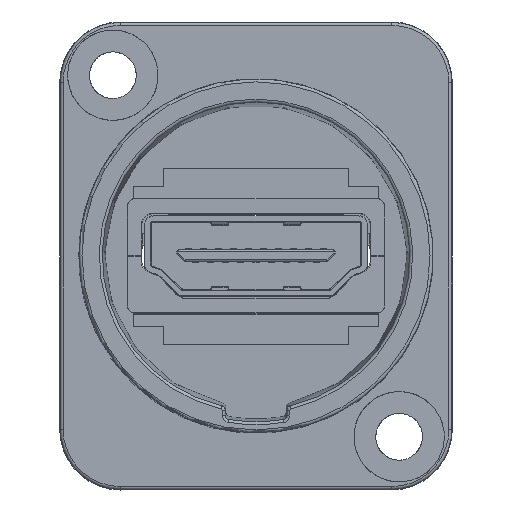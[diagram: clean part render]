
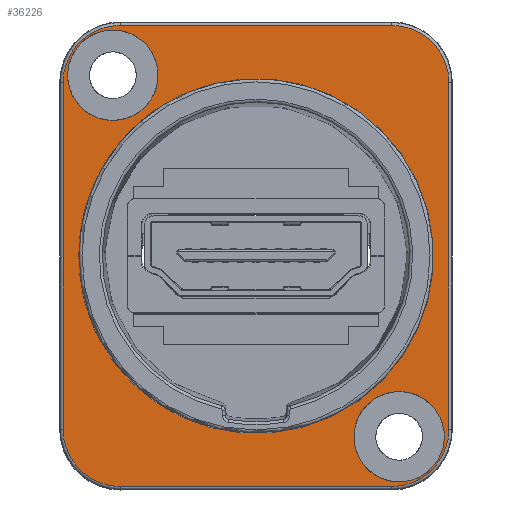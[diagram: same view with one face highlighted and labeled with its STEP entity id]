
A CAD part, top view. The second image highlights one B-rep face of the part: STEP entity #36226.
In plain terms, the highlighted planar face has unit normal (0, 0, 1).
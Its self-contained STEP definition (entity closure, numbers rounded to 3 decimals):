
#711=FACE_BOUND('',#3763,.T.);
#712=FACE_BOUND('',#3764,.T.);
#713=FACE_BOUND('',#3765,.T.);
#756=PLANE('',#38464);
#1599=FACE_OUTER_BOUND('',#3762,.T.);
#3762=EDGE_LOOP('',(#22688,#22689,#22690,#22691,#22692,#22693,#22694,#22695));
#3763=EDGE_LOOP('',(#22696));
#3764=EDGE_LOOP('',(#22697));
#3765=EDGE_LOOP('',(#22698));
#5954=CIRCLE('',#38465,3.803);
#5955=CIRCLE('',#38466,3.803);
#5956=CIRCLE('',#38467,3.803);
#5957=CIRCLE('',#38468,3.803);
#5958=CIRCLE('',#38469,11.776);
#5959=CIRCLE('',#38470,3.);
#5960=CIRCLE('',#38471,3.);
#8138=LINE('',#56585,#11121);
#8139=LINE('',#56589,#11122);
#8140=LINE('',#56593,#11123);
#8141=LINE('',#56596,#11124);
#11121=VECTOR('',#42662,23.);
#11122=VECTOR('',#42665,18.);
#11123=VECTOR('',#42668,23.);
#11124=VECTOR('',#42671,18.);
#14138=VERTEX_POINT('',#56581);
#14139=VERTEX_POINT('',#56582);
#14140=VERTEX_POINT('',#56584);
#14141=VERTEX_POINT('',#56586);
#14142=VERTEX_POINT('',#56588);
#14143=VERTEX_POINT('',#56590);
#14144=VERTEX_POINT('',#56592);
#14145=VERTEX_POINT('',#56594);
#14146=VERTEX_POINT('',#56597);
#14147=VERTEX_POINT('',#56599);
#14148=VERTEX_POINT('',#56601);
#17380=EDGE_CURVE('',#14138,#14139,#5954,.T.);
#17381=EDGE_CURVE('',#14139,#14140,#8138,.T.);
#17382=EDGE_CURVE('',#14140,#14141,#5955,.T.);
#17383=EDGE_CURVE('',#14141,#14142,#8139,.T.);
#17384=EDGE_CURVE('',#14142,#14143,#5956,.T.);
#17385=EDGE_CURVE('',#14143,#14144,#8140,.T.);
#17386=EDGE_CURVE('',#14144,#14145,#5957,.T.);
#17387=EDGE_CURVE('',#14145,#14138,#8141,.T.);
#17388=EDGE_CURVE('',#14146,#14146,#5958,.T.);
#17389=EDGE_CURVE('',#14147,#14147,#5959,.T.);
#17390=EDGE_CURVE('',#14148,#14148,#5960,.T.);
#22688=ORIENTED_EDGE('',*,*,#17380,.T.);
#22689=ORIENTED_EDGE('',*,*,#17381,.T.);
#22690=ORIENTED_EDGE('',*,*,#17382,.T.);
#22691=ORIENTED_EDGE('',*,*,#17383,.T.);
#22692=ORIENTED_EDGE('',*,*,#17384,.T.);
#22693=ORIENTED_EDGE('',*,*,#17385,.T.);
#22694=ORIENTED_EDGE('',*,*,#17386,.T.);
#22695=ORIENTED_EDGE('',*,*,#17387,.T.);
#22696=ORIENTED_EDGE('',*,*,#17388,.T.);
#22697=ORIENTED_EDGE('',*,*,#17389,.F.);
#22698=ORIENTED_EDGE('',*,*,#17390,.F.);
#36226=ADVANCED_FACE('',(#1599,#711,#712,#713),#756,.F.);
#38464=AXIS2_PLACEMENT_3D('',#56580,#42658,#42659);
#38465=AXIS2_PLACEMENT_3D('',#56583,#42660,#42661);
#38466=AXIS2_PLACEMENT_3D('',#56587,#42663,#42664);
#38467=AXIS2_PLACEMENT_3D('',#56591,#42666,#42667);
#38468=AXIS2_PLACEMENT_3D('',#56595,#42669,#42670);
#38469=AXIS2_PLACEMENT_3D('',#56598,#42672,#42673);
#38470=AXIS2_PLACEMENT_3D('',#56600,#42674,#42675);
#38471=AXIS2_PLACEMENT_3D('',#56602,#42676,#42677);
#42658=DIRECTION('center_axis',(0.,0.,-1.));
#42659=DIRECTION('ref_axis',(-1.,0.,0.));
#42660=DIRECTION('center_axis',(0.,0.,1.));
#42661=DIRECTION('ref_axis',(0.,1.,0.));
#42662=DIRECTION('',(0.,-1.,0.));
#42663=DIRECTION('center_axis',(0.,0.,1.));
#42664=DIRECTION('ref_axis',(-1.,0.,0.));
#42665=DIRECTION('',(1.,0.,0.));
#42666=DIRECTION('center_axis',(0.,0.,1.));
#42667=DIRECTION('ref_axis',(0.,-1.,0.));
#42668=DIRECTION('',(0.,1.,0.));
#42669=DIRECTION('center_axis',(0.,0.,1.));
#42670=DIRECTION('ref_axis',(1.,0.,0.));
#42671=DIRECTION('',(-1.,0.,0.));
#42672=DIRECTION('center_axis',(0.,0.,-1.));
#42673=DIRECTION('ref_axis',(1.,0.,0.));
#42674=DIRECTION('center_axis',(0.,0.,1.));
#42675=DIRECTION('ref_axis',(1.,0.,0.));
#42676=DIRECTION('center_axis',(0.,0.,1.));
#42677=DIRECTION('ref_axis',(1.,0.,0.));
#56580=CARTESIAN_POINT('Origin',(0.,15.916,0.));
#56581=CARTESIAN_POINT('',(-9.,15.303,0.));
#56582=CARTESIAN_POINT('',(-12.803,11.5,0.));
#56583=CARTESIAN_POINT('Origin',(-9.,11.5,0.));
#56584=CARTESIAN_POINT('',(-12.803,-11.5,0.));
#56585=CARTESIAN_POINT('',(-12.803,11.5,0.));
#56586=CARTESIAN_POINT('',(-9.,-15.303,0.));
#56587=CARTESIAN_POINT('Origin',(-9.,-11.5,0.));
#56588=CARTESIAN_POINT('',(9.,-15.303,0.));
#56589=CARTESIAN_POINT('',(-9.,-15.303,0.));
#56590=CARTESIAN_POINT('',(12.803,-11.5,0.));
#56591=CARTESIAN_POINT('Origin',(9.,-11.5,0.));
#56592=CARTESIAN_POINT('',(12.803,11.5,0.));
#56593=CARTESIAN_POINT('',(12.803,-11.5,0.));
#56594=CARTESIAN_POINT('',(9.,15.303,0.));
#56595=CARTESIAN_POINT('Origin',(9.,11.5,0.));
#56596=CARTESIAN_POINT('',(9.,15.303,0.));
#56597=CARTESIAN_POINT('',(11.369,3.072,0.));
#56598=CARTESIAN_POINT('Origin',(0.,0.,0.));
#56599=CARTESIAN_POINT('',(12.494,-12.188,0.));
#56600=CARTESIAN_POINT('Origin',(9.5,-12.,0.));
#56601=CARTESIAN_POINT('',(-6.506,11.812,0.));
#56602=CARTESIAN_POINT('Origin',(-9.5,12.,0.));
